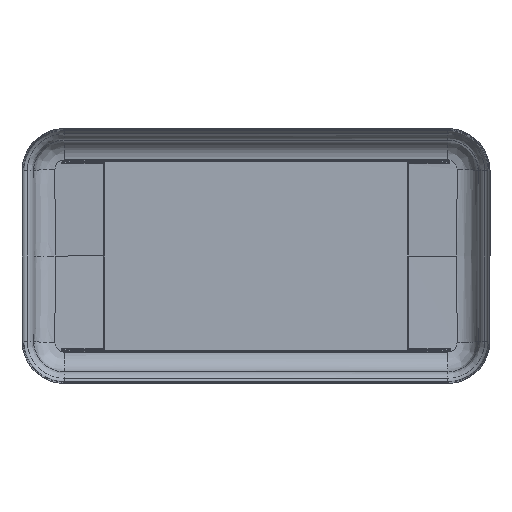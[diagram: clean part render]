
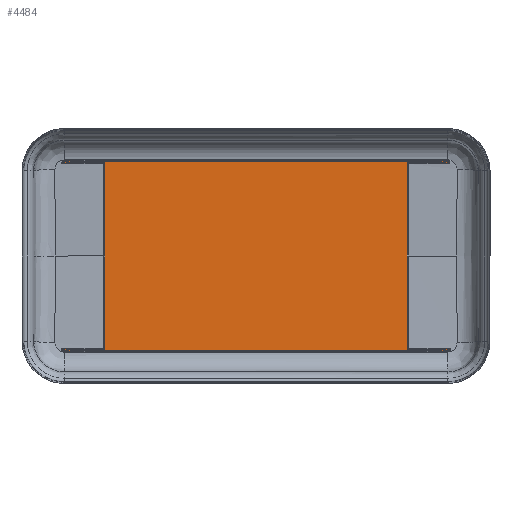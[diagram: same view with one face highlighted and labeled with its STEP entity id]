
A CAD part, front view. The second image highlights one B-rep face of the part: STEP entity #4484.
In plain terms, the highlighted planar face has unit normal (0, 1, 0).
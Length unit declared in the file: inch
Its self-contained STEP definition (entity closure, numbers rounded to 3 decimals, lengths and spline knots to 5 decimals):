
#2197 = LINE ( 'NONE', #2236, #2235 ) ;
#2233 = CARTESIAN_POINT ( 'NONE',  ( -1.77534, 0.4, -1.09216 ) ) ;
#2234 = DIRECTION ( 'NONE',  ( 0., 0., -1. ) ) ;
#2235 = VECTOR ( 'NONE', #2234, 39.37008 ) ;
#2236 = CARTESIAN_POINT ( 'NONE',  ( -1.77534, 0.4, 0. ) ) ;
#2263 = CARTESIAN_POINT ( 'NONE',  ( -2.26542, 0.4, 1.09216 ) ) ;
#2265 = CARTESIAN_POINT ( 'NONE',  ( -1.77534, 0.4, 1.09216 ) ) ;
#2349 = CARTESIAN_POINT ( 'NONE',  ( -2.26542, 0.4, -1.11284 ) ) ;
#2357 = DIRECTION ( 'NONE',  ( -1., 0., 0. ) ) ;
#2358 = VECTOR ( 'NONE', #2357, 39.37008 ) ;
#2359 = CARTESIAN_POINT ( 'NONE',  ( -2.02187, 0.4, -1.09216 ) ) ;
#2360 = LINE ( 'NONE', #2359, #2358 ) ;
#2361 = CARTESIAN_POINT ( 'NONE',  ( -1.78033, 0.4, -1.11284 ) ) ;
#2362 = DIRECTION ( 'NONE',  ( 1., 0., 0. ) ) ;
#2363 = VECTOR ( 'NONE', #2362, 39.37008 ) ;
#2364 = CARTESIAN_POINT ( 'NONE',  ( -2.02583, 0.4, -1.11284 ) ) ;
#2365 = LINE ( 'NONE', #2364, #2363 ) ;
#2410 = DIRECTION ( 'NONE',  ( 1., 0., 0. ) ) ;
#2411 = VECTOR ( 'NONE', #2410, 39.37008 ) ;
#2412 = CARTESIAN_POINT ( 'NONE',  ( -2.02187, 0.4, 1.09216 ) ) ;
#2425 = CARTESIAN_POINT ( 'NONE',  ( -2.26542, 0.4, -1.09216 ) ) ;
#2427 = LINE ( 'NONE', #2412, #2411 ) ;
#2479 = DIRECTION ( 'NONE',  ( 1., 0., 0. ) ) ;
#2480 = VECTOR ( 'NONE', #2479, 39.37008 ) ;
#2481 = CARTESIAN_POINT ( 'NONE',  ( 2.02583, 0.4, -1.11284 ) ) ;
#2483 = LINE ( 'NONE', #2481, #2480 ) ;
#2497 = CARTESIAN_POINT ( 'NONE',  ( 2.26542, 0.4, -1.11284 ) ) ;
#2499 = CARTESIAN_POINT ( 'NONE',  ( 2.26542, 0.4, -1.09216 ) ) ;
#2545 = CARTESIAN_POINT ( 'NONE',  ( 1.78033, 0.4, -1.11284 ) ) ;
#2546 = DIRECTION ( 'NONE',  ( 1., 0., 0. ) ) ;
#2547 = VECTOR ( 'NONE', #2546, 39.37008 ) ;
#2548 = CARTESIAN_POINT ( 'NONE',  ( 0., 0.4, -1.11284 ) ) ;
#2549 = LINE ( 'NONE', #2548, #2547 ) ;
#2570 = VECTOR ( 'NONE', #2588, 39.37008 ) ;
#2571 = CARTESIAN_POINT ( 'NONE',  ( 2.02187, 0.4, 1.09216 ) ) ;
#2588 = DIRECTION ( 'NONE',  ( 1., 0., 0. ) ) ;
#2589 = CARTESIAN_POINT ( 'NONE',  ( 2.26542, 0.4, 1.09216 ) ) ;
#2591 = LINE ( 'NONE', #2571, #2570 ) ;
#2592 = DIRECTION ( 'NONE',  ( 0., 0., -1. ) ) ;
#2593 = VECTOR ( 'NONE', #2592, 39.37008 ) ;
#2594 = CARTESIAN_POINT ( 'NONE',  ( -2.26542, 0.4, -1.1025 ) ) ;
#2595 = LINE ( 'NONE', #2594, #2593 ) ;
#2618 = CARTESIAN_POINT ( 'NONE',  ( 1.77534, 0.4, 1.09216 ) ) ;
#2619 = DIRECTION ( 'NONE',  ( 0., 0., 1. ) ) ;
#2620 = VECTOR ( 'NONE', #2619, 39.37008 ) ;
#2621 = CARTESIAN_POINT ( 'NONE',  ( 1.77534, 0.4, 0. ) ) ;
#2625 = LINE ( 'NONE', #2621, #2620 ) ;
#2637 = DIRECTION ( 'NONE',  ( -1., 0., 0. ) ) ;
#2638 = VECTOR ( 'NONE', #2637, 39.37008 ) ;
#2639 = CARTESIAN_POINT ( 'NONE',  ( 2.02187, 0.4, -1.09216 ) ) ;
#2640 = LINE ( 'NONE', #2639, #2638 ) ;
#2648 = DIRECTION ( 'NONE',  ( 0., 0., 1. ) ) ;
#2649 = VECTOR ( 'NONE', #2648, 39.37008 ) ;
#2650 = CARTESIAN_POINT ( 'NONE',  ( 2.26542, 0.4, -1.1025 ) ) ;
#2651 = LINE ( 'NONE', #2650, #2649 ) ;
#2690 = CARTESIAN_POINT ( 'NONE',  ( 1.77534, 0.4, -1.09216 ) ) ;
#2728 = FACE_OUTER_BOUND ( 'NONE', #4485, .T. ) ;
#2729 = PLANE ( 'NONE',  #2743 ) ;
#2736 = DIRECTION ( 'NONE',  ( -1., 0., 0. ) ) ;
#2737 = VECTOR ( 'NONE', #2736, 39.37008 ) ;
#2738 = CARTESIAN_POINT ( 'NONE',  ( -2.02583, 0.4, 1.11284 ) ) ;
#2739 = LINE ( 'NONE', #2738, #2737 ) ;
#2740 = DIRECTION ( 'NONE',  ( 0., 0., 1. ) ) ;
#2741 = DIRECTION ( 'NONE',  ( 0., 1., 0. ) ) ;
#2742 = CARTESIAN_POINT ( 'NONE',  ( -2.26542, 0.4, -1.11284 ) ) ;
#2743 = AXIS2_PLACEMENT_3D ( 'NONE', #2742, #2741, #2740 ) ;
#2770 = CARTESIAN_POINT ( 'NONE',  ( 1.78033, 0.4, 1.11284 ) ) ;
#2796 = CARTESIAN_POINT ( 'NONE',  ( -2.26542, 0.4, 1.11284 ) ) ;
#2811 = CARTESIAN_POINT ( 'NONE',  ( -1.78033, 0.4, 1.11284 ) ) ;
#2812 = DIRECTION ( 'NONE',  ( -1., 0., 0. ) ) ;
#2813 = VECTOR ( 'NONE', #2812, 39.37008 ) ;
#2814 = CARTESIAN_POINT ( 'NONE',  ( 0., 0.4, 1.11284 ) ) ;
#2815 = LINE ( 'NONE', #2814, #2813 ) ;
#2898 = VECTOR ( 'NONE', #2936, 39.37008 ) ;
#2899 = CARTESIAN_POINT ( 'NONE',  ( -2.26542, 0.4, 1.1025 ) ) ;
#2900 = LINE ( 'NONE', #2899, #2898 ) ;
#2903 = DIRECTION ( 'NONE',  ( 0., 0., -1. ) ) ;
#2904 = VECTOR ( 'NONE', #2903, 39.37008 ) ;
#2905 = CARTESIAN_POINT ( 'NONE',  ( 2.26542, 0.4, 0. ) ) ;
#2906 = LINE ( 'NONE', #2905, #2904 ) ;
#2907 = CARTESIAN_POINT ( 'NONE',  ( 2.26542, 0.4, 1.11284 ) ) ;
#2908 = DIRECTION ( 'NONE',  ( 1., 0., 0. ) ) ;
#2909 = VECTOR ( 'NONE', #2908, 39.37008 ) ;
#2910 = CARTESIAN_POINT ( 'NONE',  ( 0., 0.4, 1.11284 ) ) ;
#2916 = LINE ( 'NONE', #2910, #2909 ) ;
#2936 = DIRECTION ( 'NONE',  ( 0., 0., -1. ) ) ;
#4328 = EDGE_CURVE ( 'NONE', #4346, #4329, #2197, .T. ) ;
#4329 = VERTEX_POINT ( 'NONE', #2233 ) ;
#4344 = VERTEX_POINT ( 'NONE', #2263 ) ;
#4346 = VERTEX_POINT ( 'NONE', #2265 ) ;
#4372 = EDGE_CURVE ( 'NONE', #4381, #4373, #2365, .T. ) ;
#4373 = VERTEX_POINT ( 'NONE', #2361 ) ;
#4376 = EDGE_CURVE ( 'NONE', #4329, #4397, #2360, .T. ) ;
#4381 = VERTEX_POINT ( 'NONE', #2349 ) ;
#4397 = VERTEX_POINT ( 'NONE', #2425 ) ;
#4399 = EDGE_CURVE ( 'NONE', #4344, #4346, #2427, .T. ) ;
#4412 = VERTEX_POINT ( 'NONE', #2499 ) ;
#4416 = VERTEX_POINT ( 'NONE', #2497 ) ;
#4420 = EDGE_CURVE ( 'NONE', #4433, #4416, #2483, .T. ) ;
#4432 = EDGE_CURVE ( 'NONE', #4373, #4433, #2549, .T. ) ;
#4433 = VERTEX_POINT ( 'NONE', #2545 ) ;
#4440 = EDGE_CURVE ( 'NONE', #4397, #4381, #2595, .T. ) ;
#4444 = VERTEX_POINT ( 'NONE', #2589 ) ;
#4448 = EDGE_CURVE ( 'NONE', #4456, #4444, #2591, .T. ) ;
#4455 = EDGE_CURVE ( 'NONE', #4473, #4456, #2625, .T. ) ;
#4456 = VERTEX_POINT ( 'NONE', #2618 ) ;
#4466 = EDGE_CURVE ( 'NONE', #4416, #4412, #2651, .T. ) ;
#4472 = EDGE_CURVE ( 'NONE', #4412, #4473, #2640, .T. ) ;
#4473 = VERTEX_POINT ( 'NONE', #2690 ) ;
#4484 = ADVANCED_FACE ( 'NONE', ( #2728 ), #2729, .T. ) ;
#4485 = EDGE_LOOP ( 'NONE', ( #4544, #4545, #4546, #4547, #4548, #4549, #4550, #4551, #4552, #4553, #4534, #4536, #4537, #4538, #4539, #4540 ) ) ;
#4489 = EDGE_CURVE ( 'NONE', #4504, #4511, #2739, .T. ) ;
#4501 = VERTEX_POINT ( 'NONE', #2770 ) ;
#4503 = EDGE_CURVE ( 'NONE', #4501, #4504, #2815, .T. ) ;
#4504 = VERTEX_POINT ( 'NONE', #2811 ) ;
#4511 = VERTEX_POINT ( 'NONE', #2796 ) ;
#4532 = EDGE_CURVE ( 'NONE', #4501, #4533, #2916, .T. ) ;
#4533 = VERTEX_POINT ( 'NONE', #2907 ) ;
#4534 = ORIENTED_EDGE ( 'NONE', *, *, #4535, .T. ) ;
#4535 = EDGE_CURVE ( 'NONE', #4533, #4444, #2906, .T. ) ;
#4536 = ORIENTED_EDGE ( 'NONE', *, *, #4448, .F. ) ;
#4537 = ORIENTED_EDGE ( 'NONE', *, *, #4455, .F. ) ;
#4538 = ORIENTED_EDGE ( 'NONE', *, *, #4472, .F. ) ;
#4539 = ORIENTED_EDGE ( 'NONE', *, *, #4466, .F. ) ;
#4540 = ORIENTED_EDGE ( 'NONE', *, *, #4420, .F. ) ;
#4544 = ORIENTED_EDGE ( 'NONE', *, *, #4432, .F. ) ;
#4545 = ORIENTED_EDGE ( 'NONE', *, *, #4372, .F. ) ;
#4546 = ORIENTED_EDGE ( 'NONE', *, *, #4440, .F. ) ;
#4547 = ORIENTED_EDGE ( 'NONE', *, *, #4376, .F. ) ;
#4548 = ORIENTED_EDGE ( 'NONE', *, *, #4328, .F. ) ;
#4549 = ORIENTED_EDGE ( 'NONE', *, *, #4399, .F. ) ;
#4550 = ORIENTED_EDGE ( 'NONE', *, *, #4556, .F. ) ;
#4551 = ORIENTED_EDGE ( 'NONE', *, *, #4489, .F. ) ;
#4552 = ORIENTED_EDGE ( 'NONE', *, *, #4503, .F. ) ;
#4553 = ORIENTED_EDGE ( 'NONE', *, *, #4532, .T. ) ;
#4556 = EDGE_CURVE ( 'NONE', #4511, #4344, #2900, .T. ) ;
